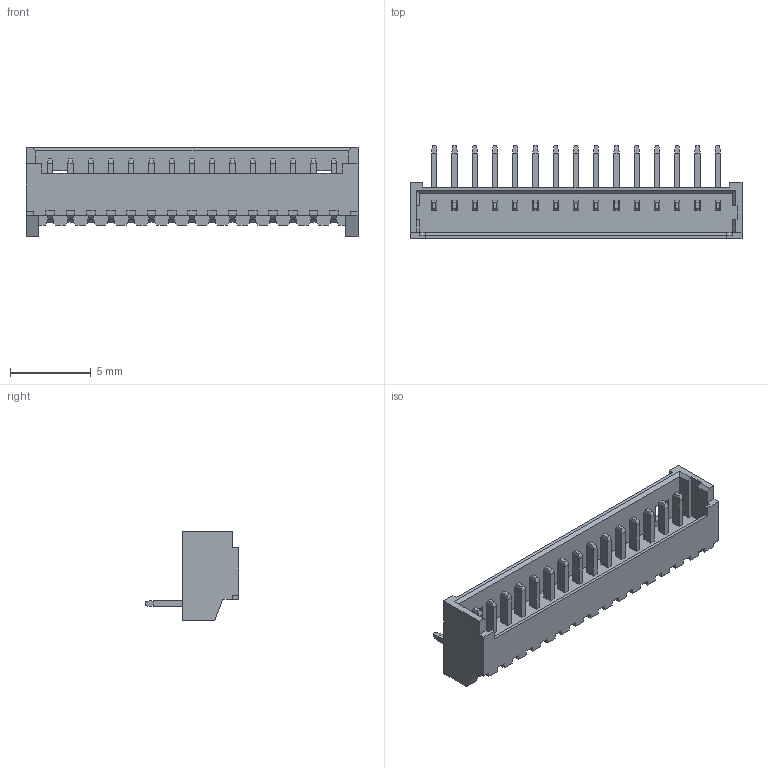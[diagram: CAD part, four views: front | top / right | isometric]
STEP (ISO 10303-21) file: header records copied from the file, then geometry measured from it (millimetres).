
FILE_DESCRIPTION((''),'2;1');
FILE_NAME('530481510','2013-12-04T',('me'),(''),'PRO/ENGINEER BY PARAMETRIC TECHNOLOGY CORPORATION, 2011490','PRO/ENGINEER BY PARAMETRIC TECHNOLOGY CORPORATION, 2011490','');
FILE_SCHEMA(('CONFIG_CONTROL_DESIGN'));
Length unit declared in the file: millimetre
Products named in the file (1): 530481510
Bounding box: 20.5 x 5.8 x 5.5 mm (x, y, z)
Volume: 148.3 mm3; surface area: 564 mm2
Topology: 1 solids, 1 shells, 523 faces, 1364 edges, 858 vertices
Faces by surface type: plane 388, bspline 120, cylinder 15
Entity records: 18556 total; most frequent: CARTESIAN_POINT 6316, ORIENTED_EDGE 2668, DIRECTION 2142, EDGE_CURVE 1334, VECTOR 1154, LINE 1154, VERTEX_POINT 828, EDGE_LOOP 542
